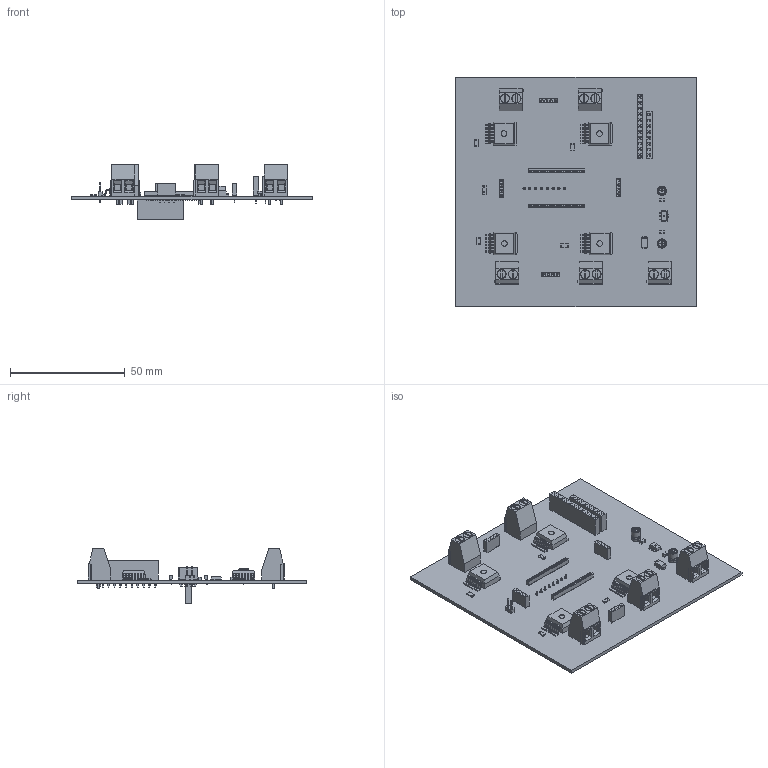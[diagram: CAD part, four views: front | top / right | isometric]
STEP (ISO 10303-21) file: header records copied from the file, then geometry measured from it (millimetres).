
FILE_DESCRIPTION(('KiCad electronic assembly'),'2;1');
FILE_NAME('Demo.step','2025-06-09T00:18:27',('Pcbnew'),('Kicad'), 'Open CASCADE STEP processor 7.8','KiCad to STEP converter','Unknown' );
FILE_SCHEMA(('AUTOMOTIVE_DESIGN { 1 0 10303 214 1 1 1 1 }'));
Length unit declared in the file: millimetre
Products named in the file (16): Demo 1; C_0805_2012Metric; PinSocket_1x24_P1.00mm_Vertical; TerminalBlock_Phoenix_MKDS-1,5-2_1x02_P5.00mm_Horizontal; PinHeader_1x02_P2.00mm_Vertical; PinSocket_1x04_P2.00mm_Vertical; Infineon_PG-TO-220-7Lead_TabPin8; Demo 1.6.1; PinSocket_1x08_P2.54mm_Vertical; SOT-89-3; Demo 1.8.1; R_1206_3216Metric; C_Radial_D4.0mm_H5.0mm_P1.50mm; D_SMA; PinSocket_1x11_P2.54mm_Vertical; Demo_PCB
Assembly tree (32 placements, depth 3):
  Demo 1
    C_0805_2012Metric  x2
    PinSocket_1x24_P1.00mm_Vertical  x2
    TerminalBlock_Phoenix_MKDS-1,5-2_1x02_P5.00mm_Horizontal  x5
    PinHeader_1x02_P2.00mm_Vertical
    PinSocket_1x04_P2.00mm_Vertical  x4
    Infineon_PG-TO-220-7Lead_TabPin8  x4
      Demo 1.6.1
    PinSocket_1x08_P2.54mm_Vertical  x2
    SOT-89-3
      Demo 1.8.1
    R_1206_3216Metric  x4
    C_Radial_D4.0mm_H5.0mm_P1.50mm  x2
    D_SMA
    PinSocket_1x11_P2.54mm_Vertical
    Demo_PCB
Bounding box: 105 x 100 x 23.98 mm (x, y, z)
Volume: 24746.3 mm3; surface area: 35309.6 mm2
Topology: 66 solids, 68 shells, 4041 faces, 10691 edges, 7010 vertices
Faces by surface type: plane 3663, cylinder 318, bspline 54, revolution 4, torus 2
Full cylindrical faces by diameter (mm): 0.3 x4, 0.5 x48, 0.6 x4, 0.7 x1, 0.8 x18, 1 x27, 1.3 x10, 2.5 x4, 2.8 x6, 3.8 x10, 4 x14
Entity records: 73558 total; most frequent: CARTESIAN_POINT 10186, ORIENTED_EDGE 9754, DIRECTION 8966, EDGE_CURVE 4877, LINE 4424, VECTOR 4424, VERTEX_POINT 3200, AXIS2_PLACEMENT_3D 2270
